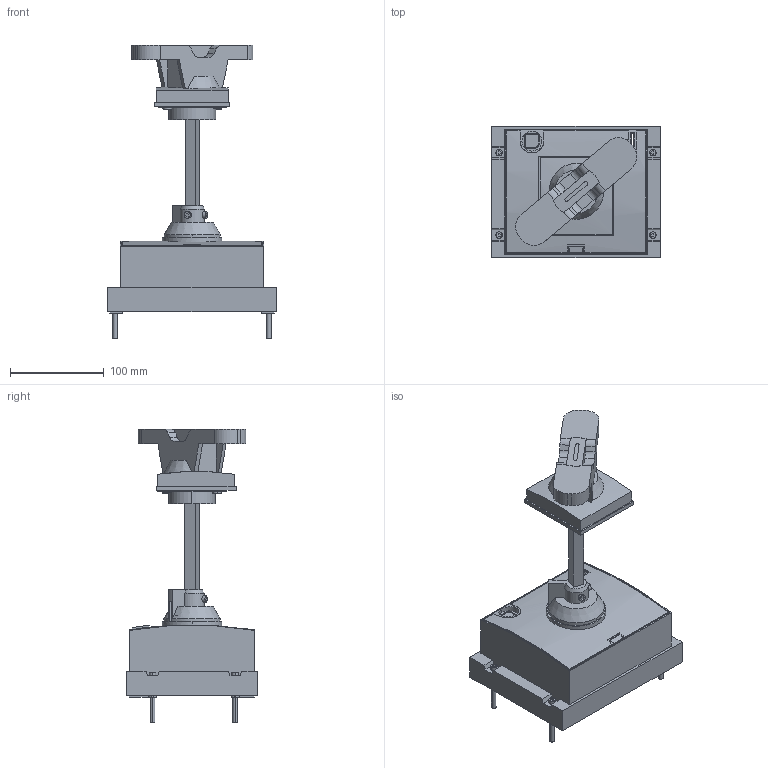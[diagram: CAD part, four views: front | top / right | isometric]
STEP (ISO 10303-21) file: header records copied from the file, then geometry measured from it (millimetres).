
FILE_DESCRIPTION((''),'2;1');
FILE_NAME('1655055853137_ASM','2022-06-12T23:14:35',('SESA621925'),('Schneider-Electric'),'CREO PARAMETRIC BY PTC INC, 2019471','CREO PARAMETRIC BY PTC INC, 2019471','');
FILE_SCHEMA(('AP242_MANAGED_MODEL_BASED_3D_ENGINEERING_MIM_LF { 1 0 10303 442 1 1 4 }'));
Length unit declared in the file: millimetre
Products named in the file (6): EMPTYNODE_1655055853190_ASM; DIRECT-ROTARY-HANDLE-800; DIRECT-ROTARY-HANDLE-800-3D_ASM; ROTARY-HANDLE4; ROTARY-HANDLE4-3D_ASM; 1655055853137_ASM
Assembly tree (5 placements, depth 3):
  1655055853137_ASM
    EMPTYNODE_1655055853190_ASM
    DIRECT-ROTARY-HANDLE-800-3D_ASM
      DIRECT-ROTARY-HANDLE-800
    ROTARY-HANDLE4-3D_ASM
      ROTARY-HANDLE4
Bounding box: 180 x 140 x 313 mm (x, y, z)
Volume: 703833.6 mm3; surface area: 248803.2 mm2
Topology: 2 solids, 6 shells, 867 faces, 2369 edges, 1610 vertices
Faces by surface type: plane 687, cylinder 175, cone 4, extrusion 1
Entity records: 39392 total; most frequent: CARTESIAN_POINT 5250, ORIENTED_EDGE 4684, DIRECTION 4469, PRESENTATION_STYLE_ASSIGNMENT 2708, STYLED_ITEM 2375, CURVE_STYLE 2373, EDGE_CURVE 2342, VECTOR 1935
